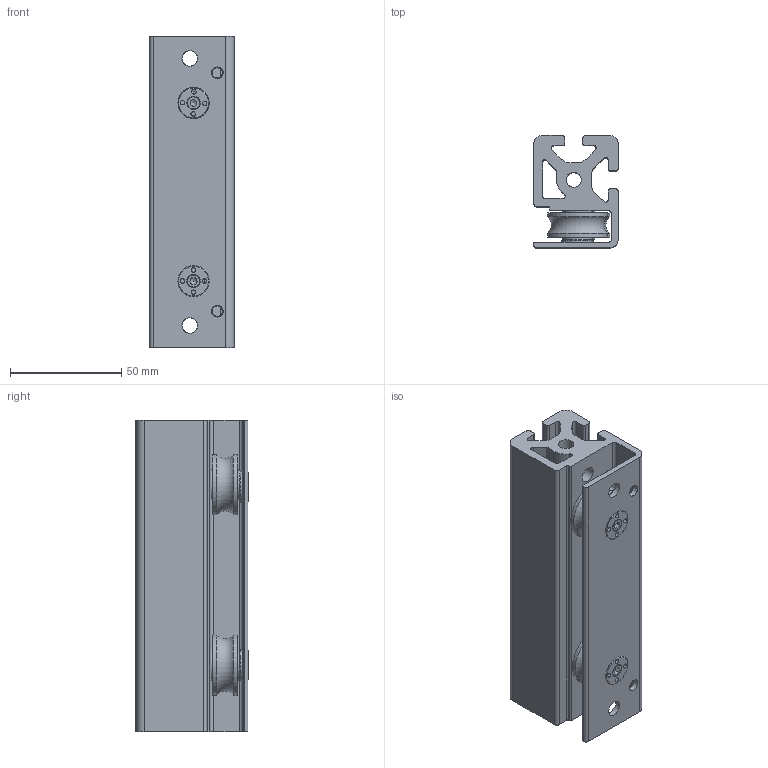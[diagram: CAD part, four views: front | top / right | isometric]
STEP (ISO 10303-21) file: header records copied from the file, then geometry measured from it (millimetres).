
FILE_DESCRIPTION(/* description */ ('KriTec Doppellagereinheit 8 D10 Rundschliff exzentrisch'),/* implementation_level */ '2;1');
FILE_NAME(/* name */ '11224_KriTec_Doppel-Lagereinheit_10_exzentrisch.stp',/* time_stamp */ '2019-11-14T11:50:29+01:00',/* author */ ('Nell'),/* organization */ (''),/* preprocessor_version */ 'ST-DEVELOPER v17',/* originating_system */ 'Autodesk Inventor 2018',/* authorisation */ '');
FILE_SCHEMA (('AUTOMOTIVE_DESIGN { 1 0 10303 214 3 1 1 }'));
Length unit declared in the file: millimetre
Products named in the file (4): 11224; 11226 KriTec Laufrolle D10 Rundschliff; 11227; 13413
Assembly tree (5 placements, depth 2):
  11224
    11226 KriTec Laufrolle D10 Rundschliff  x2
    11227  x2
    13413
Bounding box: 38 x 50.7 x 140 mm (x, y, z)
Volume: 141724.3 mm3; surface area: 62798.2 mm2
Topology: 5 solids, 5 shells, 154 faces, 450 edges, 308 vertices
Faces by surface type: cylinder 76, plane 64, cone 12, torus 2
Full cylindrical faces by diameter (mm): 2 x8, 4.6 x2, 4.917 x2, 5.3 x2, 6 x4, 6.8 x3, 7 x4, 8 x4, 13.5 x4, 14 x4, 27 x4
Entity records: 4806 total; most frequent: CARTESIAN_POINT 1239, DIRECTION 735, ORIENTED_EDGE 716, EDGE_CURVE 358, AXIS2_PLACEMENT_3D 283, VERTEX_POINT 245, LINE 169, VECTOR 169
